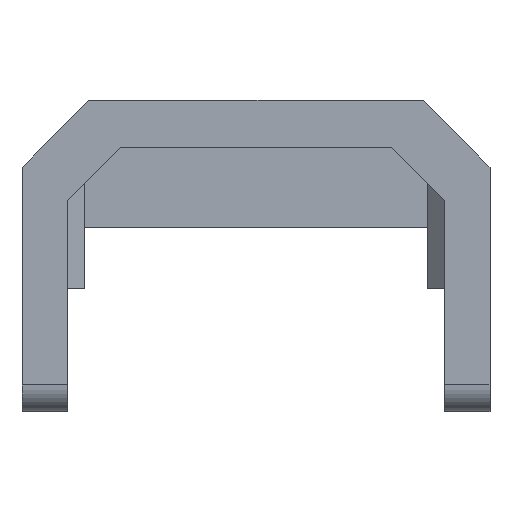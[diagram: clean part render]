
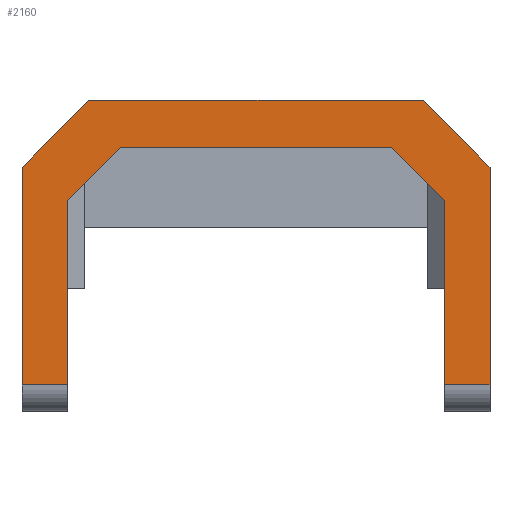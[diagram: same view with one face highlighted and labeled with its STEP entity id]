
A CAD part, front view. The second image highlights one B-rep face of the part: STEP entity #2160.
In plain terms, the highlighted planar face has unit normal (0, -1, 0).
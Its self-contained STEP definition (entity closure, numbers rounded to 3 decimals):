
#181=FACE_OUTER_BOUND('',#316,.T.);
#316=EDGE_LOOP('',(#1892,#1893,#1894,#1895,#1896,#1897,#1898,#1899,#1900,
#1901,#1902,#1903));
#333=LINE('',#2899,#602);
#338=LINE('',#2908,#607);
#341=LINE('',#2924,#610);
#347=LINE('',#2945,#616);
#483=LINE('',#3237,#752);
#489=LINE('',#3250,#758);
#510=LINE('',#3295,#779);
#535=LINE('',#3358,#804);
#555=LINE('',#3399,#824);
#588=LINE('',#3472,#857);
#589=LINE('',#3473,#858);
#590=LINE('',#3474,#859);
#602=VECTOR('',#2339,10.);
#607=VECTOR('',#2346,10.);
#610=VECTOR('',#2361,10.);
#616=VECTOR('',#2379,10.);
#752=VECTOR('',#2629,10.);
#758=VECTOR('',#2639,10.);
#779=VECTOR('',#2674,10.);
#804=VECTOR('',#2745,10.);
#824=VECTOR('',#2769,10.);
#857=VECTOR('',#2848,10.);
#858=VECTOR('',#2849,10.);
#859=VECTOR('',#2850,10.);
#871=VERTEX_POINT('',#2896);
#872=VERTEX_POINT('',#2898);
#875=VERTEX_POINT('',#2906);
#882=VERTEX_POINT('',#2922);
#891=VERTEX_POINT('',#2944);
#989=VERTEX_POINT('',#3234);
#990=VERTEX_POINT('',#3236);
#995=VERTEX_POINT('',#3248);
#1011=VERTEX_POINT('',#3292);
#1012=VERTEX_POINT('',#3294);
#1046=VERTEX_POINT('',#3397);
#1063=VERTEX_POINT('',#3471);
#1069=EDGE_CURVE('',#871,#872,#333,.T.);
#1074=EDGE_CURVE('',#871,#875,#338,.T.);
#1082=EDGE_CURVE('',#882,#875,#341,.T.);
#1092=EDGE_CURVE('',#891,#872,#347,.T.);
#1234=EDGE_CURVE('',#990,#989,#483,.T.);
#1241=EDGE_CURVE('',#989,#995,#489,.T.);
#1264=EDGE_CURVE('',#1012,#1011,#510,.T.);
#1297=EDGE_CURVE('',#990,#1011,#535,.T.);
#1318=EDGE_CURVE('',#882,#1046,#555,.F.);
#1353=EDGE_CURVE('',#1063,#1046,#588,.T.);
#1354=EDGE_CURVE('',#1063,#1012,#589,.T.);
#1355=EDGE_CURVE('',#891,#995,#590,.T.);
#1892=ORIENTED_EDGE('',*,*,#1074,.T.);
#1893=ORIENTED_EDGE('',*,*,#1082,.F.);
#1894=ORIENTED_EDGE('',*,*,#1318,.T.);
#1895=ORIENTED_EDGE('',*,*,#1353,.F.);
#1896=ORIENTED_EDGE('',*,*,#1354,.T.);
#1897=ORIENTED_EDGE('',*,*,#1264,.T.);
#1898=ORIENTED_EDGE('',*,*,#1297,.F.);
#1899=ORIENTED_EDGE('',*,*,#1234,.T.);
#1900=ORIENTED_EDGE('',*,*,#1241,.T.);
#1901=ORIENTED_EDGE('',*,*,#1355,.F.);
#1902=ORIENTED_EDGE('',*,*,#1092,.T.);
#1903=ORIENTED_EDGE('',*,*,#1069,.F.);
#2052=PLANE('',#2317);
#2160=ADVANCED_FACE('',(#181),#2052,.F.);
#2317=AXIS2_PLACEMENT_3D('',#3470,#2846,#2847);
#2339=DIRECTION('',(0.707,0.,-0.707));
#2346=DIRECTION('',(-1.,0.,0.));
#2361=DIRECTION('',(0.707,0.,0.707));
#2379=DIRECTION('',(0.,0.,1.));
#2629=DIRECTION('',(0.707,0.,-0.707));
#2639=DIRECTION('',(0.,0.,-1.));
#2674=DIRECTION('',(0.707,0.,0.707));
#2745=DIRECTION('',(-1.,0.,0.));
#2769=DIRECTION('',(0.,0.,1.));
#2846=DIRECTION('center_axis',(0.,1.,0.));
#2847=DIRECTION('ref_axis',(0.,0.,-1.));
#2848=DIRECTION('',(-1.,0.,0.));
#2849=DIRECTION('',(0.,0.,1.));
#2850=DIRECTION('',(-1.,0.,0.));
#2896=CARTESIAN_POINT('',(12.5,-104.702,55.861));
#2898=CARTESIAN_POINT('',(17.5,-104.702,50.861));
#2899=CARTESIAN_POINT('',(13.411,-104.702,54.95));
#2906=CARTESIAN_POINT('',(-12.5,-104.702,55.861));
#2908=CARTESIAN_POINT('',(-6.15,-104.702,55.861));
#2922=CARTESIAN_POINT('',(-17.5,-104.702,50.861));
#2924=CARTESIAN_POINT('',(-13.411,-104.702,54.95));
#2944=CARTESIAN_POINT('',(17.5,-104.702,34.57));
#2945=CARTESIAN_POINT('',(17.5,-104.702,46.664));
#3234=CARTESIAN_POINT('',(14.1,-104.702,48.367));
#3236=CARTESIAN_POINT('',(10.106,-104.702,52.361));
#3237=CARTESIAN_POINT('',(10.339,-104.702,52.128));
#3248=CARTESIAN_POINT('',(14.1,-104.702,34.57));
#3250=CARTESIAN_POINT('',(14.1,-104.702,47.092));
#3292=CARTESIAN_POINT('',(-10.106,-104.702,52.361));
#3294=CARTESIAN_POINT('',(-14.1,-104.702,48.367));
#3295=CARTESIAN_POINT('',(-3.053,-104.702,59.414));
#3358=CARTESIAN_POINT('',(-8.75,-104.702,52.361));
#3397=CARTESIAN_POINT('',(-17.5,-104.702,34.57));
#3399=CARTESIAN_POINT('',(-17.5,-104.702,46.664));
#3470=CARTESIAN_POINT('Origin',(0.,-104.702,45.216));
#3471=CARTESIAN_POINT('',(-14.1,-104.702,34.57));
#3472=CARTESIAN_POINT('',(8.5,-104.702,34.57));
#3473=CARTESIAN_POINT('',(-14.1,-104.702,54.511));
#3474=CARTESIAN_POINT('',(8.5,-104.702,34.57));
